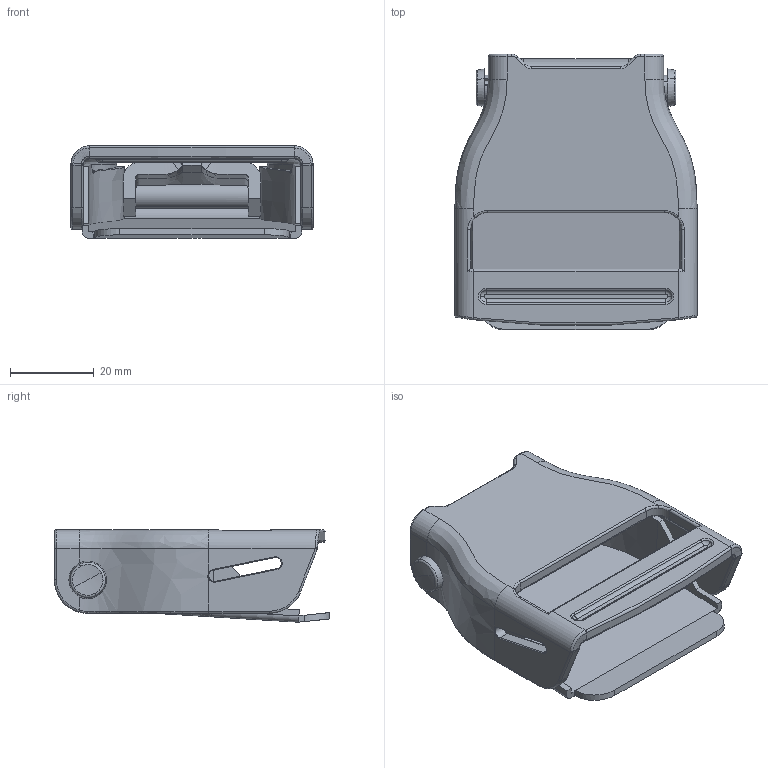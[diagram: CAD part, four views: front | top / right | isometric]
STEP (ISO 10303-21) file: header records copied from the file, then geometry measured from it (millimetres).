
FILE_DESCRIPTION (( 'STEP AP214' ), '1' );
FILE_NAME ('3414-Seat Buckle Paddle Latch 65mm.STEP', '2025-10-27T22:15:22', ( '' ), ( '' ), 'SwSTEP 2.0', 'SolidWorks 2025', '' );
FILE_SCHEMA (( 'AUTOMOTIVE_DESIGN' ));
Length unit declared in the file: millimetre
Products named in the file (6): 3414-Seat Buckle Paddle Latch 65mm; axe f_Défaut; Bottom Plate_Défaut; axeM_Défaut; Lewer_Défaut; spring plate_Défaut
Assembly tree (5 placements, depth 2):
  3414-Seat Buckle Paddle Latch 65mm
    Bottom Plate_Défaut
    Lewer_Défaut
    axeM_Défaut
    axe f_Défaut
    spring plate_Défaut
Bounding box: 58 x 65.93 x 22.13 mm (x, y, z)
Volume: 23068.5 mm3; surface area: 23063.9 mm2
Topology: 5 solids, 5 shells, 377 faces, 980 edges, 601 vertices
Faces by surface type: plane 119, cylinder 108, bspline 72, torus 66, cone 8, sphere 4
Entity records: 22515 total; most frequent: CARTESIAN_POINT 13530, ORIENTED_EDGE 1956, DIRECTION 1750, EDGE_CURVE 978, AXIS2_PLACEMENT_3D 675, VERTEX_POINT 601, LINE 400, VECTOR 400
